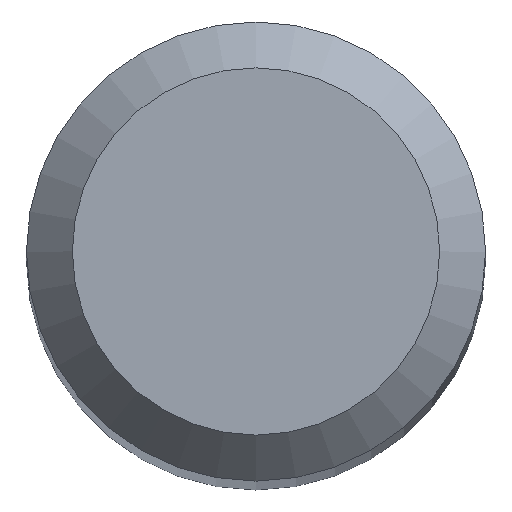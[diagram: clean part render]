
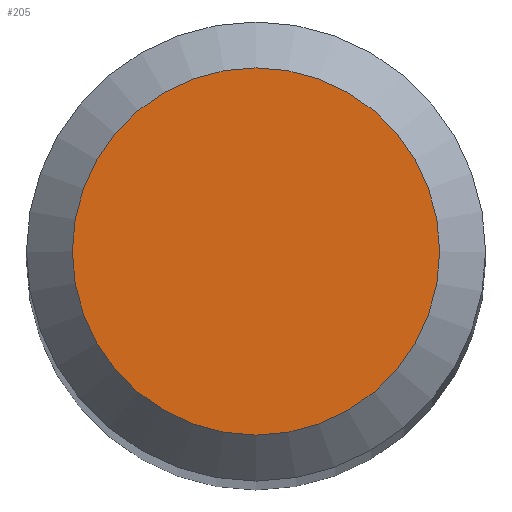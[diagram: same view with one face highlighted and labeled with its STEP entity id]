
A CAD part, top view. The second image highlights one B-rep face of the part: STEP entity #205.
In plain terms, the highlighted planar face has unit normal (0, 0, 1).
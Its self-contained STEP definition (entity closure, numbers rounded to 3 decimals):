
#15 = EDGE_CURVE ( 'NONE', #165, #165, #27, .T. ) ;
#27 = CIRCLE ( 'NONE', #194, 1.2 ) ;
#35 = CARTESIAN_POINT ( 'NONE',  ( 0., 0., 38. ) ) ;
#51 = PLANE ( 'NONE',  #102 ) ;
#66 = CARTESIAN_POINT ( 'NONE',  ( 0., 1.2, 38. ) ) ;
#67 = FACE_OUTER_BOUND ( 'NONE', #182, .T. ) ;
#79 = ORIENTED_EDGE ( 'NONE', *, *, #15, .F. ) ;
#86 = DIRECTION ( 'NONE',  ( 0., 1., 0. ) ) ;
#97 = DIRECTION ( 'NONE',  ( 0., 1., 0. ) ) ;
#102 = AXIS2_PLACEMENT_3D ( 'NONE', #35, #153, #97 ) ;
#131 = DIRECTION ( 'NONE',  ( 0., 0., -1. ) ) ;
#153 = DIRECTION ( 'NONE',  ( 0., 0., -1. ) ) ;
#165 = VERTEX_POINT ( 'NONE', #66 ) ;
#178 = CARTESIAN_POINT ( 'NONE',  ( 0., 0., 38. ) ) ;
#182 = EDGE_LOOP ( 'NONE', ( #79 ) ) ;
#194 = AXIS2_PLACEMENT_3D ( 'NONE', #178, #131, #86 ) ;
#205 = ADVANCED_FACE ( 'NONE', ( #67 ), #51, .F. ) ;
